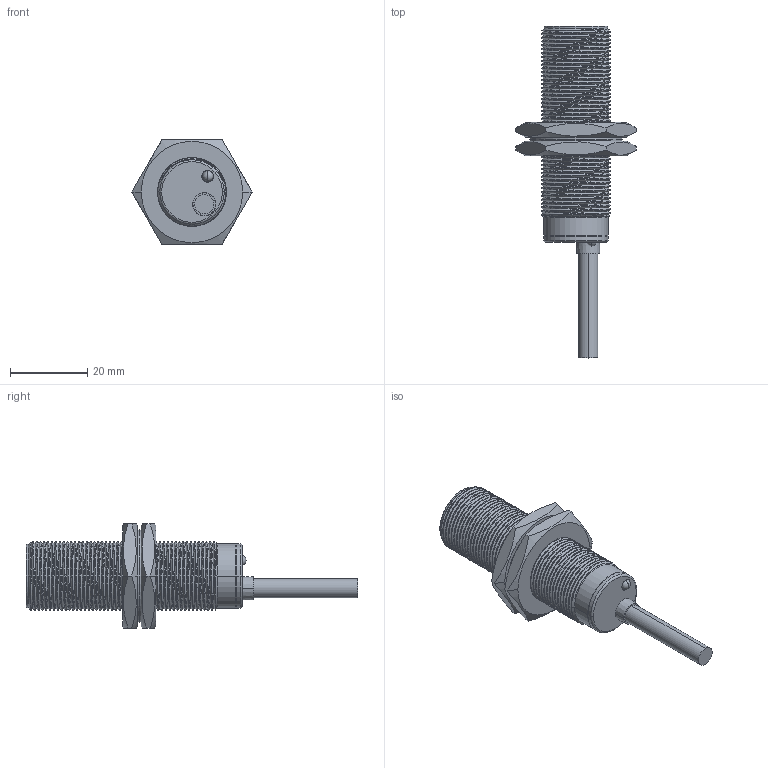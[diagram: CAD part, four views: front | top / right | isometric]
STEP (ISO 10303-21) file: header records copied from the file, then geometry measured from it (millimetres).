
FILE_DESCRIPTION((''),'2;1');
FILE_NAME('SM1808NB_ASM','2022-06-10T09:05:35',('Administrator'),(''),'CREO PARAMETRIC BY PTC INC, 2021023','CREO PARAMETRIC BY PTC INC, 2021023','');
FILE_SCHEMA(('AUTOMOTIVE_DESIGN { 1 0 10303 214 1 1 1 1 }'));
Length unit declared in the file: millimetre
Products named in the file (3): SM1808NB; _M18X1-02_00; SM1808NB_ASM
Assembly tree (3 placements, depth 2):
  SM1808NB_ASM
    SM1808NB
    _M18X1-02_00  x2
Bounding box: 31.18 x 86 x 27 mm (x, y, z)
Volume: 17286.3 mm3; surface area: 8253.6 mm2
Topology: 5 solids, 5 shells, 1071 faces, 2691 edges, 1780 vertices
Faces by surface type: plane 893, cylinder 124, bspline 26, cone 22, torus 4, sphere 2
Entity records: 32665 total; most frequent: CARTESIAN_POINT 15796, ORIENTED_EDGE 3114, DIRECTION 2571, EDGE_CURVE 1557, VECTOR 1243, LINE 1243, VERTEX_POINT 1028, EDGE_LOOP 697
